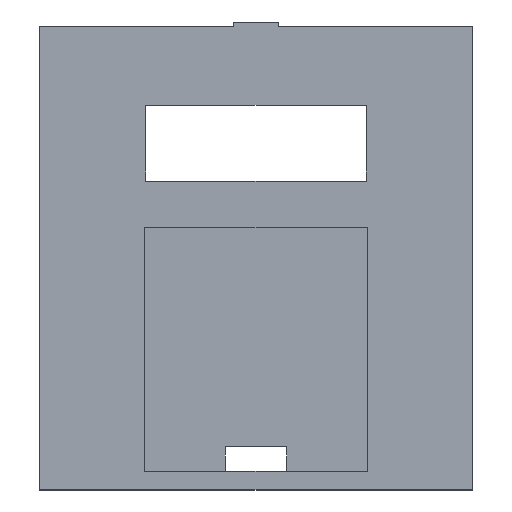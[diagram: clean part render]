
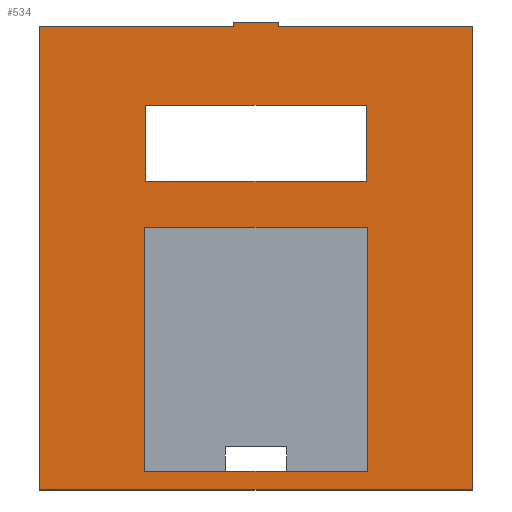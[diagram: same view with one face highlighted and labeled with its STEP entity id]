
A CAD part, top view. The second image highlights one B-rep face of the part: STEP entity #534.
In plain terms, the highlighted planar face has unit normal (0, 0, 1).
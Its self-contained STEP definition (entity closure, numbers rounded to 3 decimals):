
#15=FACE_BOUND('',#79,.T.);
#16=FACE_BOUND('',#80,.T.);
#48=FACE_OUTER_BOUND('',#78,.T.);
#78=EDGE_LOOP('',(#403,#404,#405,#406,#407,#408,#409,#410));
#79=EDGE_LOOP('',(#411,#412,#413,#414));
#80=EDGE_LOOP('',(#415,#416,#417,#418));
#112=LINE('',#768,#176);
#115=LINE('',#773,#179);
#116=LINE('',#776,#180);
#130=LINE('',#821,#194);
#133=LINE('',#828,#197);
#136=LINE('',#833,#200);
#137=LINE('',#834,#201);
#138=LINE('',#835,#202);
#139=LINE('',#838,#203);
#140=LINE('',#840,#204);
#141=LINE('',#842,#205);
#142=LINE('',#843,#206);
#143=LINE('',#846,#207);
#144=LINE('',#848,#208);
#145=LINE('',#850,#209);
#146=LINE('',#851,#210);
#176=VECTOR('',#620,1.001);
#179=VECTOR('',#625,1.001);
#180=VECTOR('',#628,1.001);
#194=VECTOR('',#672,1.001);
#197=VECTOR('',#677,1.001);
#200=VECTOR('',#682,1.001);
#201=VECTOR('',#683,1.001);
#202=VECTOR('',#684,1.001);
#203=VECTOR('',#685,1.001);
#204=VECTOR('',#686,1.001);
#205=VECTOR('',#687,1.001);
#206=VECTOR('',#688,1.001);
#207=VECTOR('',#689,1.001);
#208=VECTOR('',#690,1.001);
#209=VECTOR('',#691,1.001);
#210=VECTOR('',#692,1.001);
#239=VERTEX_POINT('',#765);
#240=VERTEX_POINT('',#767);
#241=VERTEX_POINT('',#771);
#242=VERTEX_POINT('',#775);
#257=VERTEX_POINT('',#818);
#258=VERTEX_POINT('',#820);
#259=VERTEX_POINT('',#824);
#261=VERTEX_POINT('',#827);
#263=VERTEX_POINT('',#836);
#264=VERTEX_POINT('',#837);
#265=VERTEX_POINT('',#839);
#266=VERTEX_POINT('',#841);
#267=VERTEX_POINT('',#844);
#268=VERTEX_POINT('',#845);
#269=VERTEX_POINT('',#847);
#270=VERTEX_POINT('',#849);
#288=EDGE_CURVE('',#240,#239,#112,.T.);
#291=EDGE_CURVE('',#239,#241,#115,.T.);
#292=EDGE_CURVE('',#242,#240,#116,.T.);
#314=EDGE_CURVE('',#258,#257,#130,.T.);
#317=EDGE_CURVE('',#261,#259,#133,.T.);
#320=EDGE_CURVE('',#258,#259,#136,.T.);
#321=EDGE_CURVE('',#242,#257,#137,.T.);
#322=EDGE_CURVE('',#261,#241,#138,.T.);
#323=EDGE_CURVE('',#263,#264,#139,.T.);
#324=EDGE_CURVE('',#265,#263,#140,.T.);
#325=EDGE_CURVE('',#266,#265,#141,.T.);
#326=EDGE_CURVE('',#264,#266,#142,.T.);
#327=EDGE_CURVE('',#267,#268,#143,.T.);
#328=EDGE_CURVE('',#269,#267,#144,.T.);
#329=EDGE_CURVE('',#270,#269,#145,.T.);
#330=EDGE_CURVE('',#268,#270,#146,.T.);
#403=ORIENTED_EDGE('',*,*,#320,.F.);
#404=ORIENTED_EDGE('',*,*,#314,.T.);
#405=ORIENTED_EDGE('',*,*,#321,.F.);
#406=ORIENTED_EDGE('',*,*,#292,.T.);
#407=ORIENTED_EDGE('',*,*,#288,.T.);
#408=ORIENTED_EDGE('',*,*,#291,.T.);
#409=ORIENTED_EDGE('',*,*,#322,.F.);
#410=ORIENTED_EDGE('',*,*,#317,.T.);
#411=ORIENTED_EDGE('',*,*,#323,.F.);
#412=ORIENTED_EDGE('',*,*,#324,.F.);
#413=ORIENTED_EDGE('',*,*,#325,.F.);
#414=ORIENTED_EDGE('',*,*,#326,.F.);
#415=ORIENTED_EDGE('',*,*,#327,.F.);
#416=ORIENTED_EDGE('',*,*,#328,.F.);
#417=ORIENTED_EDGE('',*,*,#329,.F.);
#418=ORIENTED_EDGE('',*,*,#330,.F.);
#504=PLANE('',#586);
#534=ADVANCED_FACE('',(#48,#15,#16),#504,.T.);
#586=AXIS2_PLACEMENT_3D('',#832,#680,#681);
#620=DIRECTION('',(-1.,0.,0.));
#625=DIRECTION('',(0.,-1.,0.));
#628=DIRECTION('',(0.,1.,0.));
#672=DIRECTION('',(0.,1.,0.));
#677=DIRECTION('',(0.,-1.,0.));
#680=DIRECTION('center_axis',(0.,0.,1.));
#681=DIRECTION('ref_axis',(1.,0.,0.));
#682=DIRECTION('',(-1.,0.,0.));
#683=DIRECTION('',(1.,0.,0.));
#684=DIRECTION('',(1.,0.,0.));
#685=DIRECTION('',(0.,-1.,0.));
#686=DIRECTION('',(-1.,0.,0.));
#687=DIRECTION('',(0.,1.,0.));
#688=DIRECTION('',(1.,0.,0.));
#689=DIRECTION('',(0.,-1.,0.));
#690=DIRECTION('',(-1.,0.,0.));
#691=DIRECTION('',(0.,1.,0.));
#692=DIRECTION('',(1.,0.,0.));
#765=CARTESIAN_POINT('',(316.571,166.544,12.001));
#767=CARTESIAN_POINT('',(331.381,166.544,12.001));
#768=CARTESIAN_POINT('',(323.976,166.544,12.001));
#771=CARTESIAN_POINT('',(316.571,165.043,12.001));
#773=CARTESIAN_POINT('',(316.571,138.338,12.001));
#775=CARTESIAN_POINT('',(331.381,165.043,12.001));
#776=CARTESIAN_POINT('',(331.381,138.338,12.001));
#818=CARTESIAN_POINT('',(394.023,165.043,12.001));
#820=CARTESIAN_POINT('',(394.023,14.943,12.001));
#821=CARTESIAN_POINT('',(394.023,94.51,12.001));
#824=CARTESIAN_POINT('',(253.929,14.943,12.001));
#827=CARTESIAN_POINT('',(253.929,165.043,12.001));
#828=CARTESIAN_POINT('',(253.929,94.51,12.001));
#832=CARTESIAN_POINT('Origin',(323.976,110.882,12.001));
#833=CARTESIAN_POINT('',(320.139,14.943,12.001));
#834=CARTESIAN_POINT('',(321.319,165.043,12.001));
#835=CARTESIAN_POINT('',(321.319,165.043,12.001));
#836=CARTESIAN_POINT('',(287.952,100.,12.001));
#837=CARTESIAN_POINT('',(287.952,20.947,12.001));
#838=CARTESIAN_POINT('',(287.952,85.678,12.001));
#839=CARTESIAN_POINT('',(360.,100.,12.001));
#840=CARTESIAN_POINT('',(323.976,100.,12.001));
#841=CARTESIAN_POINT('',(360.,20.947,12.001));
#842=CARTESIAN_POINT('',(360.,85.678,12.001));
#843=CARTESIAN_POINT('',(323.976,20.947,12.001));
#844=CARTESIAN_POINT('',(288.202,139.526,12.001));
#845=CARTESIAN_POINT('',(288.202,115.01,12.001));
#846=CARTESIAN_POINT('',(288.202,119.075,12.001));
#847=CARTESIAN_POINT('',(359.75,139.526,12.001));
#848=CARTESIAN_POINT('',(323.976,139.526,12.001));
#849=CARTESIAN_POINT('',(359.75,115.01,12.001));
#850=CARTESIAN_POINT('',(359.75,119.075,12.001));
#851=CARTESIAN_POINT('',(323.976,115.01,12.001));
